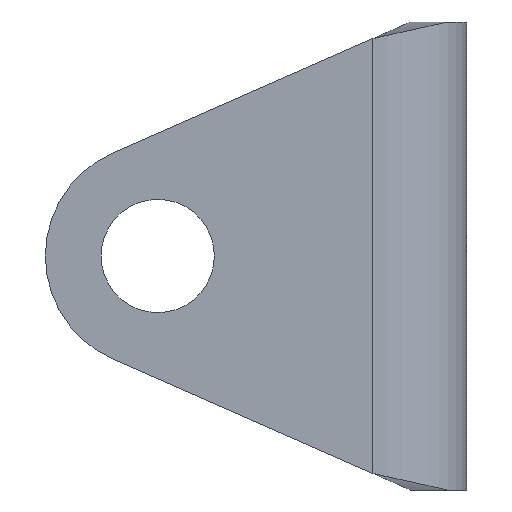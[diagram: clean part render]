
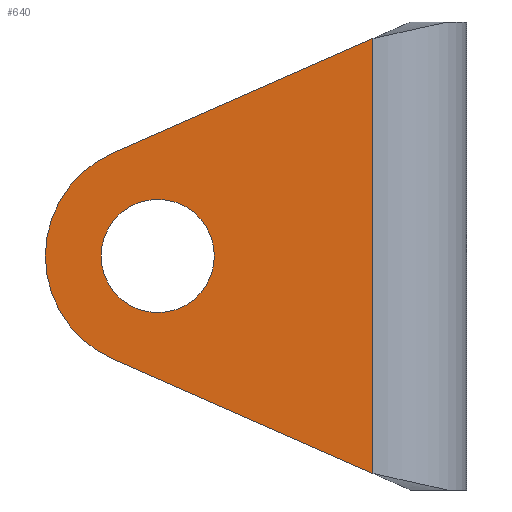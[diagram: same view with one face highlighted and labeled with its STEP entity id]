
A CAD part, left-side view. The second image highlights one B-rep face of the part: STEP entity #640.
In plain terms, the highlighted planar face has unit normal (-1, 0, 0).
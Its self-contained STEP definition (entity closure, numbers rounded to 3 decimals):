
#101=CARTESIAN_POINT('',(-20.,33.,0.));
#102=DIRECTION('',(-1.,0.,0.));
#103=DIRECTION('',(0.,1.,0.));
#104=AXIS2_PLACEMENT_3D('',#101,#102,#103);
#106=CARTESIAN_POINT('',(-20.,33.,0.));
#107=DIRECTION('',(-1.,0.,0.));
#108=DIRECTION('',(0.,-1.,0.));
#109=AXIS2_PLACEMENT_3D('',#106,#107,#108);
#111=DIRECTION('',(0.,0.915,0.403));
#112=VECTOR('',#111,30.414);
#113=CARTESIAN_POINT('',(-20.,10.,-23.239));
#114=LINE('',#113,#112);
#115=CARTESIAN_POINT('',(-20.,33.,0.));
#116=DIRECTION('',(-1.,0.,0.));
#117=DIRECTION('',(0.,1.,0.));
#118=AXIS2_PLACEMENT_3D('',#115,#116,#117);
#120=CARTESIAN_POINT('',(-20.,33.,0.));
#121=DIRECTION('',(-1.,0.,0.));
#122=DIRECTION('',(0.,0.403,0.915));
#123=AXIS2_PLACEMENT_3D('',#120,#121,#122);
#125=DIRECTION('',(0.,0.915,-0.403));
#126=VECTOR('',#125,30.414);
#127=CARTESIAN_POINT('',(-20.,10.,23.239));
#128=LINE('',#127,#126);
#129=DIRECTION('',(0.,0.,1.));
#130=VECTOR('',#129,46.478);
#131=CARTESIAN_POINT('',(-20.,10.,-23.239));
#132=LINE('',#131,#130);
#445=CARTESIAN_POINT('',(-20.,39.05,0.));
#446=CARTESIAN_POINT('',(-20.,26.95,0.));
#447=VERTEX_POINT('',#445);
#448=VERTEX_POINT('',#446);
#489=CARTESIAN_POINT('',(-20.,10.,-23.239));
#490=CARTESIAN_POINT('',(-20.,10.,23.239));
#491=VERTEX_POINT('',#489);
#492=VERTEX_POINT('',#490);
#515=CARTESIAN_POINT('',(-20.,45.,0.));
#516=CARTESIAN_POINT('',(-20.,37.836,-10.983));
#517=VERTEX_POINT('',#515);
#518=VERTEX_POINT('',#516);
#519=CARTESIAN_POINT('',(-20.,37.836,10.983));
#520=VERTEX_POINT('',#519);
#619=CARTESIAN_POINT('',(-20.,0.,-13.12));
#620=DIRECTION('',(-1.,0.,0.));
#621=DIRECTION('',(0.,0.,1.));
#622=AXIS2_PLACEMENT_3D('',#619,#620,#621);
#623=PLANE('',#622);
#625=ORIENTED_EDGE('',*,*,#624,.F.);
#627=ORIENTED_EDGE('',*,*,#626,.T.);
#629=ORIENTED_EDGE('',*,*,#628,.F.);
#631=ORIENTED_EDGE('',*,*,#630,.F.);
#633=ORIENTED_EDGE('',*,*,#632,.F.);
#634=EDGE_LOOP('',(#625,#627,#629,#631,#633));
#635=FACE_OUTER_BOUND('',#634,.F.);
#636=ORIENTED_EDGE('',*,*,#599,.T.);
#637=ORIENTED_EDGE('',*,*,#613,.T.);
#638=EDGE_LOOP('',(#636,#637));
#639=FACE_BOUND('',#638,.F.);
#105=CIRCLE('',#104,6.05);
#110=CIRCLE('',#109,6.05);
#119=CIRCLE('',#118,12.);
#124=CIRCLE('',#123,12.);
#599=EDGE_CURVE('',#447,#448,#105,.T.);
#613=EDGE_CURVE('',#448,#447,#110,.T.);
#624=EDGE_CURVE('',#491,#492,#132,.T.);
#626=EDGE_CURVE('',#491,#518,#114,.T.);
#628=EDGE_CURVE('',#517,#518,#119,.T.);
#630=EDGE_CURVE('',#520,#517,#124,.T.);
#632=EDGE_CURVE('',#492,#520,#128,.T.);
#640=ADVANCED_FACE('',(#635,#639),#623,.T.);
